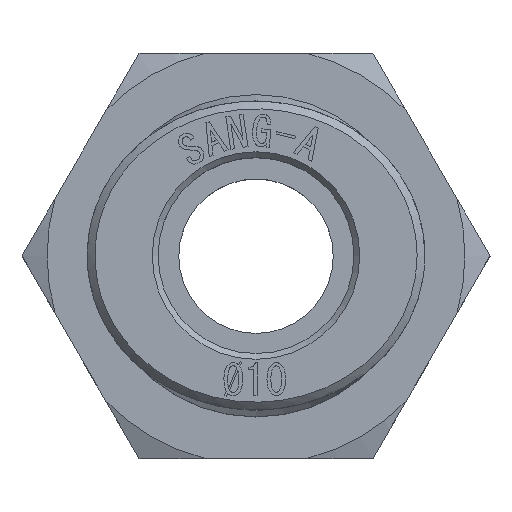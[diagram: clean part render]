
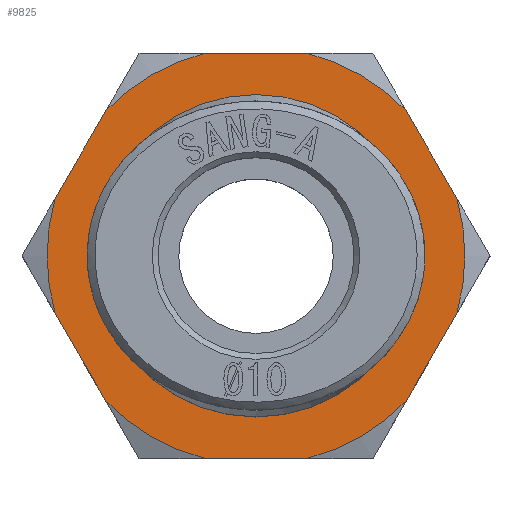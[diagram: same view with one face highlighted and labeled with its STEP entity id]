
A CAD part, top view. The second image highlights one B-rep face of the part: STEP entity #9825.
In plain terms, the highlighted face is planar.
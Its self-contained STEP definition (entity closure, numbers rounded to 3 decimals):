
#8387=CARTESIAN_POINT('',(-10.5,15.0,2.63));
#8388=VERTEX_POINT('',#8387);
#8402=CARTESIAN_POINT('',(-10.5,15.0,-2.63));
#8403=VERTEX_POINT('',#8402);
#8404=CARTESIAN_POINT('',(-10.5,15.,-2.63));
#8405=DIRECTION('',(0.0,0.0,1.0));
#8406=VECTOR('',#8405,5.26);
#8407=LINE('',#8404,#8406);
#8408=EDGE_CURVE('',#8403,#8388,#8407,.T.);
#8877=CARTESIAN_POINT('',(10.5,15.0,-2.63));
#8878=VERTEX_POINT('',#8877);
#8892=CARTESIAN_POINT('',(10.5,15.0,2.63));
#8893=VERTEX_POINT('',#8892);
#8894=CARTESIAN_POINT('',(10.5,15.,2.63));
#8895=DIRECTION('',(0.0,0.0,-1.0));
#8896=VECTOR('',#8895,5.26);
#8897=LINE('',#8894,#8896);
#8898=EDGE_CURVE('',#8893,#8878,#8897,.T.);
#9434=CARTESIAN_POINT('',(-2.972,15.0,10.408));
#9435=VERTEX_POINT('',#9434);
#9449=CARTESIAN_POINT('',(-7.528,15.0,7.778));
#9450=VERTEX_POINT('',#9449);
#9451=CARTESIAN_POINT('',(-7.528,15.,7.778));
#9452=DIRECTION('',(0.866,0.0,0.5));
#9453=VECTOR('',#9452,5.26);
#9454=LINE('',#9451,#9453);
#9455=EDGE_CURVE('',#9450,#9435,#9454,.T.);
#9488=CARTESIAN_POINT('',(7.528,15.0,7.778));
#9489=VERTEX_POINT('',#9488);
#9503=CARTESIAN_POINT('',(2.972,15.0,10.408));
#9504=VERTEX_POINT('',#9503);
#9505=CARTESIAN_POINT('',(2.972,15.0,10.408));
#9506=DIRECTION('',(0.866,0.0,-0.5));
#9507=VECTOR('',#9506,5.26);
#9508=LINE('',#9505,#9507);
#9509=EDGE_CURVE('',#9504,#9489,#9508,.T.);
#9544=CARTESIAN_POINT('',(-7.528,15.0,-7.778));
#9545=VERTEX_POINT('',#9544);
#9559=CARTESIAN_POINT('',(-2.972,15.0,-10.408));
#9560=VERTEX_POINT('',#9559);
#9561=CARTESIAN_POINT('',(-2.972,15.0,-10.408));
#9562=DIRECTION('',(-0.866,0.0,0.5));
#9563=VECTOR('',#9562,5.26);
#9564=LINE('',#9561,#9563);
#9565=EDGE_CURVE('',#9560,#9545,#9564,.T.);
#9612=CARTESIAN_POINT('',(2.972,15.0,-10.408));
#9613=VERTEX_POINT('',#9612);
#9627=CARTESIAN_POINT('',(7.528,15.0,-7.778));
#9628=VERTEX_POINT('',#9627);
#9629=CARTESIAN_POINT('',(7.528,15.,-7.778));
#9630=DIRECTION('',(-0.866,0.0,-0.5));
#9631=VECTOR('',#9630,5.26);
#9632=LINE('',#9629,#9631);
#9633=EDGE_CURVE('',#9628,#9613,#9632,.T.);
#9681=CARTESIAN_POINT('',(0.0,15.,0.0));
#9682=DIRECTION('',(0.0,1.0,0.0));
#9683=DIRECTION('',(0.0,0.0,-1.0));
#9684=AXIS2_PLACEMENT_3D('',#9681,#9682,#9683);
#9685=CIRCLE('',#9684,10.824);
#9686=EDGE_CURVE('',#9545,#8403,#9685,.T.);
#9698=CARTESIAN_POINT('',(0.0,15.,0.0));
#9699=DIRECTION('',(0.0,1.0,0.0));
#9700=DIRECTION('',(0.0,0.0,-1.0));
#9701=AXIS2_PLACEMENT_3D('',#9698,#9699,#9700);
#9702=CIRCLE('',#9701,10.824);
#9703=EDGE_CURVE('',#9613,#9560,#9702,.T.);
#9715=CARTESIAN_POINT('',(0.0,15.,0.0));
#9716=DIRECTION('',(0.0,1.0,0.0));
#9717=DIRECTION('',(0.0,0.0,-1.0));
#9718=AXIS2_PLACEMENT_3D('',#9715,#9716,#9717);
#9719=CIRCLE('',#9718,10.824);
#9720=EDGE_CURVE('',#8878,#9628,#9719,.T.);
#9732=CARTESIAN_POINT('',(0.0,15.,0.0));
#9733=DIRECTION('',(0.0,1.0,0.0));
#9734=DIRECTION('',(0.0,0.0,-1.0));
#9735=AXIS2_PLACEMENT_3D('',#9732,#9733,#9734);
#9736=CIRCLE('',#9735,10.824);
#9737=EDGE_CURVE('',#9489,#8893,#9736,.T.);
#9749=CARTESIAN_POINT('',(0.0,15.,0.0));
#9750=DIRECTION('',(0.0,1.0,0.0));
#9751=DIRECTION('',(0.0,0.0,-1.0));
#9752=AXIS2_PLACEMENT_3D('',#9749,#9750,#9751);
#9753=CIRCLE('',#9752,10.824);
#9754=EDGE_CURVE('',#9435,#9504,#9753,.T.);
#9767=CARTESIAN_POINT('',(0.0,15.,0.0));
#9768=DIRECTION('',(0.0,1.0,0.0));
#9769=DIRECTION('',(0.0,0.0,-1.0));
#9770=AXIS2_PLACEMENT_3D('',#9767,#9768,#9769);
#9771=CIRCLE('',#9770,10.824);
#9772=EDGE_CURVE('',#8388,#9450,#9771,.T.);
#9795=CARTESIAN_POINT('',(0.,15.,0.));
#9796=DIRECTION('',(0.0,1.0,0.0));
#9797=DIRECTION('',(0.0,0.0,1.0));
#9798=AXIS2_PLACEMENT_3D('',#9795,#9796,#9797);
#9799=PLANE('',#9798);
#9800=ORIENTED_EDGE('',*,*,#9772,.T.);
#9801=ORIENTED_EDGE('',*,*,#9455,.T.);
#9802=ORIENTED_EDGE('',*,*,#9754,.T.);
#9803=ORIENTED_EDGE('',*,*,#9509,.T.);
#9804=ORIENTED_EDGE('',*,*,#9737,.T.);
#9805=ORIENTED_EDGE('',*,*,#8898,.T.);
#9806=ORIENTED_EDGE('',*,*,#9720,.T.);
#9807=ORIENTED_EDGE('',*,*,#9633,.T.);
#9808=ORIENTED_EDGE('',*,*,#9703,.T.);
#9809=ORIENTED_EDGE('',*,*,#9565,.T.);
#9810=ORIENTED_EDGE('',*,*,#9686,.T.);
#9811=ORIENTED_EDGE('',*,*,#8408,.T.);
#9812=EDGE_LOOP('',(#9800,#9801,#9802,#9803,#9804,#9805,#9806,#9807,#9808,#9809,#9810,#9811));
#9813=FACE_OUTER_BOUND('',#9812,.T.);
#9814=CARTESIAN_POINT('',(-8.35,15.0,0.0));
#9815=VERTEX_POINT('',#9814);
#9816=CARTESIAN_POINT('',(0.,15.0,0.0));
#9817=DIRECTION('',(0.0,1.0,0.0));
#9818=DIRECTION('',(-1.0,0.0,0.0));
#9819=AXIS2_PLACEMENT_3D('',#9816,#9817,#9818);
#9820=CIRCLE('',#9819,8.35);
#9821=EDGE_CURVE('',#9815,#9815,#9820,.T.);
#9822=ORIENTED_EDGE('',*,*,#9821,.F.);
#9823=EDGE_LOOP('',(#9822));
#9824=FACE_BOUND('',#9823,.T.);
#9825=ADVANCED_FACE('',(#9813,#9824),#9799,.T.);
